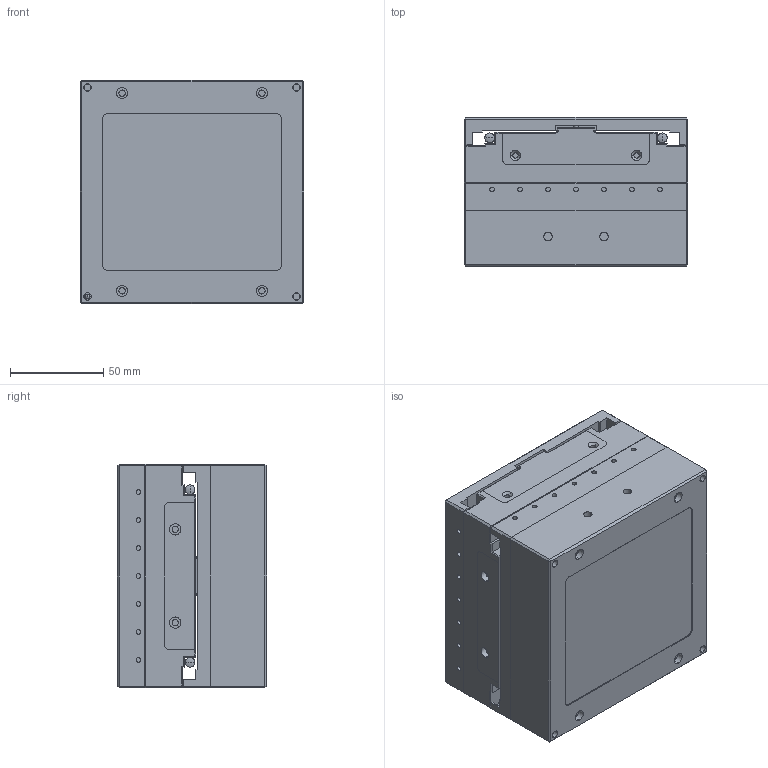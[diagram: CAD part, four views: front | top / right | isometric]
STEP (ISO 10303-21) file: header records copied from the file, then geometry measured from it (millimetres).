
FILE_DESCRIPTION (( 'STEP AP214' ), '1' );
FILE_NAME ('FMSXY120-25.STEP', '2022-04-18T06:13:11', ( '' ), ( '' ), 'SwSTEP 2.0', 'SolidWorks 2017', '' );
FILE_SCHEMA (( 'AUTOMOTIVE_DESIGN' ));
Length unit declared in the file: millimetre
Products named in the file (1): FMSXY120-25
Bounding box: 120 x 80 x 120 mm (x, y, z)
Surface area: 116805.2 mm2 (no closed solid volume)
Topology: 0 solids, 18 shells, 423 faces, 1339 edges, 936 vertices
Faces by surface type: plane 199, cylinder 184, cone 22, torus 18
Entity records: 19778 total; most frequent: DIRECTION 2803, CARTESIAN_POINT 2681, ORIENTED_EDGE 2208, EDGE_CURVE 1321, AXIS2_PLACEMENT_3D 1058, VERTEX_POINT 936, VECTOR 687, LINE 687
